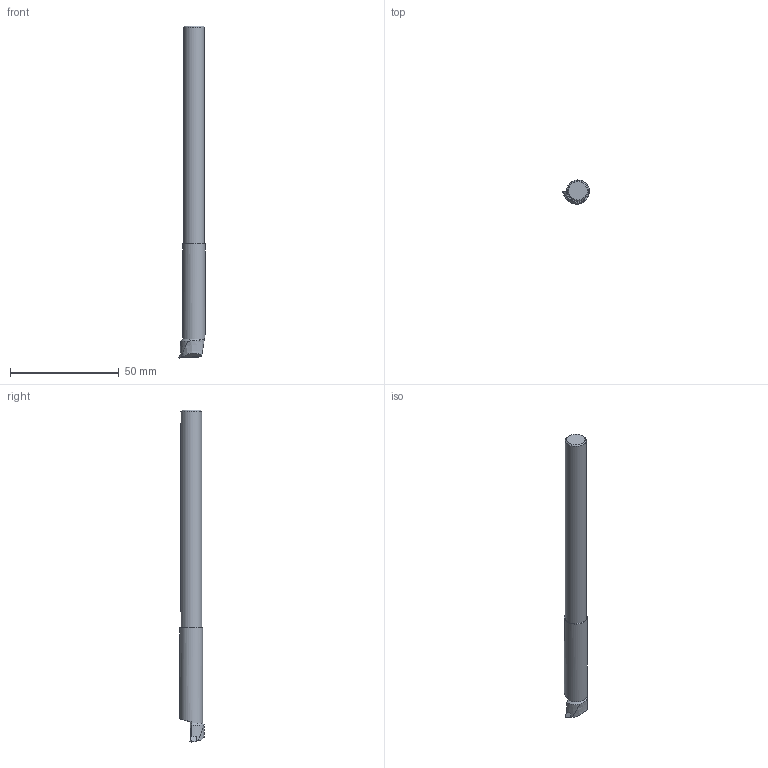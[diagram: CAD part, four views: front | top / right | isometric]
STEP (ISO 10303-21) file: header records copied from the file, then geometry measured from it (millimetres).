
FILE_DESCRIPTION(/* description */ (''),/* implementation_level */ '2;1');
FILE_NAME(/* name */ '1545385921040.stp',/* time_stamp */ '2018-12-21T10:52:14+01:00',/* author */ (''),/* organization */ ('SMS'),/* preprocessor_version */ 'ST-DEVELOPER v15',/* originating_system */ 'SIEMENS PLM Software NX 8.5',/* authorisation */ '');
FILE_SCHEMA (('AUTOMOTIVE_DESIGN { 1 0 10303 214 3 1 1 1 }'));
Length unit declared in the file: millimetre
Products named in the file (4): IsoTurningInsert; 202020378mod000_00; ASSEMBLY_CONSTRUCTION; 202040049mod000_00
Assembly tree (3 placements, depth 2):
  202040049mod000_00
    ASSEMBLY_CONSTRUCTION
    202020378mod000_00
    IsoTurningInsert
Bounding box: 12.24 x 11.07 x 152.4 mm (x, y, z)
Volume: 9722.9 mm3; surface area: 5997 mm2
Topology: 2 solids, 3 shells, 40 faces, 96 edges, 68 vertices
Faces by surface type: plane 22, cone 9, cylinder 6, torus 2, extrusion 1
Full cylindrical faces by diameter (mm): 2.5 x1, 7.55 x1, 8.4 x1, 9.525 x1, 10.45 x1
Entity records: 1266 total; most frequent: CARTESIAN_POINT 248, DIRECTION 196, ORIENTED_EDGE 150, AXIS2_PLACEMENT_3D 79, EDGE_CURVE 75, EDGE_LOOP 56, VERTEX_POINT 55, ADVANCED_FACE 40
